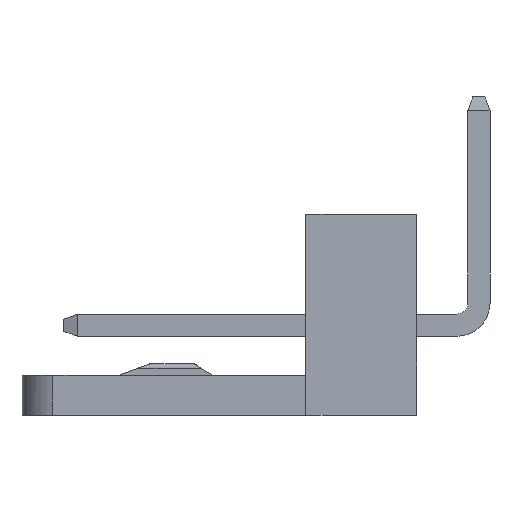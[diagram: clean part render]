
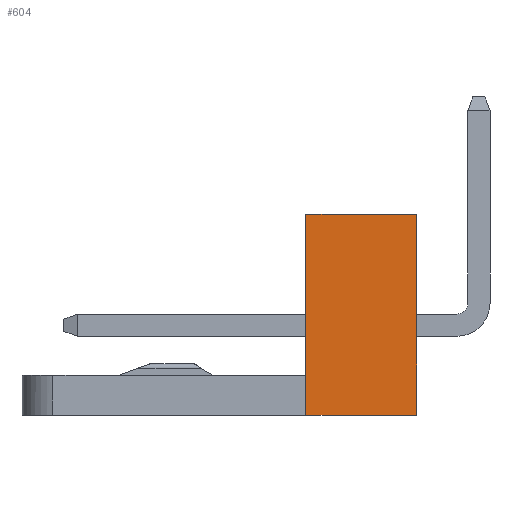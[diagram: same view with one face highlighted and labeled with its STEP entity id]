
A CAD part, left-side view. The second image highlights one B-rep face of the part: STEP entity #604.
In plain terms, the highlighted planar face has unit normal (-1, 0, 0).
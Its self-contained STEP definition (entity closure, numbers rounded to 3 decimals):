
#530 = LINE ( 'NONE', #1944, #546 ) ;
#533 = LINE ( 'NONE', #1950, #538 ) ;
#537 = LINE ( 'NONE', #1952, #540 ) ;
#538 = VECTOR ( 'NONE', #1951, 1000. ) ;
#539 = LINE ( 'NONE', #1954, #542 ) ;
#540 = VECTOR ( 'NONE', #1953, 1000. ) ;
#542 = VECTOR ( 'NONE', #1955, 1000. ) ;
#546 = VECTOR ( 'NONE', #1959, 1000. ) ;
#604 = ADVANCED_FACE ( 'NONE', ( #2434 ), #778, .F. ) ;
#689 = CARTESIAN_POINT ( 'NONE',  ( 21.403, 45.547, 0. ) ) ;
#768 = DIRECTION ( 'NONE',  ( 1., 0., 0. ) ) ;
#776 = CARTESIAN_POINT ( 'NONE',  ( 21.403, 0., 0. ) ) ;
#778 = PLANE ( 'NONE',  #1601 ) ;
#1165 = CARTESIAN_POINT ( 'NONE',  ( 21.403, 45.547, -5.8 ) ) ;
#1277 = CARTESIAN_POINT ( 'NONE',  ( 21.403, 42.349, 0. ) ) ;
#1292 = CARTESIAN_POINT ( 'NONE',  ( 21.403, 42.349, -5.8 ) ) ;
#1601 = AXIS2_PLACEMENT_3D ( 'NONE', #776, #768, #3113 ) ;
#1944 = CARTESIAN_POINT ( 'NONE',  ( 21.403, 42.349, -5.8 ) ) ;
#1950 = CARTESIAN_POINT ( 'NONE',  ( 21.403, 42.349, 0. ) ) ;
#1951 = DIRECTION ( 'NONE',  ( 0., -1., 0. ) ) ;
#1952 = CARTESIAN_POINT ( 'NONE',  ( 21.403, 53.751, -5.8 ) ) ;
#1953 = DIRECTION ( 'NONE',  ( 0., 1., 0. ) ) ;
#1954 = CARTESIAN_POINT ( 'NONE',  ( 21.403, 45.547, 0. ) ) ;
#1955 = DIRECTION ( 'NONE',  ( 0., 0., 1. ) ) ;
#1959 = DIRECTION ( 'NONE',  ( 0., 0., -1. ) ) ;
#2160 = EDGE_LOOP ( 'NONE', ( #2805, #2798, #2804, #2802 ) ) ;
#2264 = VERTEX_POINT ( 'NONE', #689 ) ;
#2434 = FACE_OUTER_BOUND ( 'NONE', #2160, .T. ) ;
#2462 = VERTEX_POINT ( 'NONE', #1165 ) ;
#2671 = VERTEX_POINT ( 'NONE', #1277 ) ;
#2686 = VERTEX_POINT ( 'NONE', #1292 ) ;
#2798 = ORIENTED_EDGE ( 'NONE', *, *, #3676, .F. ) ;
#2802 = ORIENTED_EDGE ( 'NONE', *, *, #3675, .F. ) ;
#2804 = ORIENTED_EDGE ( 'NONE', *, *, #3679, .F. ) ;
#2805 = ORIENTED_EDGE ( 'NONE', *, *, #3677, .F. ) ;
#3113 = DIRECTION ( 'NONE',  ( 0., 0., -1. ) ) ;
#3675 = EDGE_CURVE ( 'NONE', #2264, #2671, #533, .T. ) ;
#3676 = EDGE_CURVE ( 'NONE', #2686, #2462, #537, .T. ) ;
#3677 = EDGE_CURVE ( 'NONE', #2462, #2264, #539, .T. ) ;
#3679 = EDGE_CURVE ( 'NONE', #2671, #2686, #530, .T. ) ;
